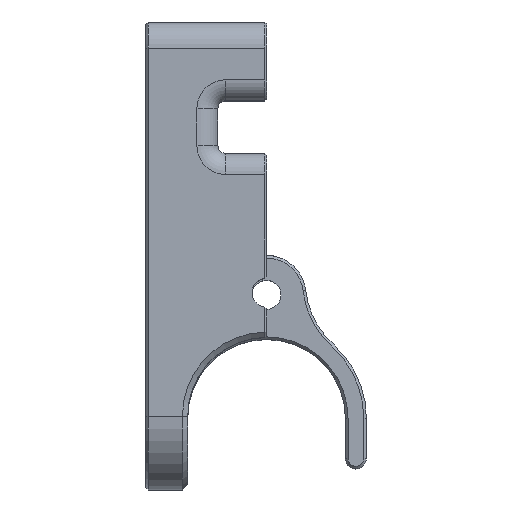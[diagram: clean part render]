
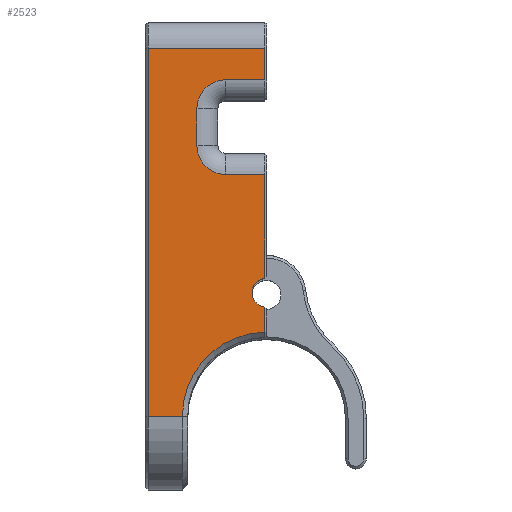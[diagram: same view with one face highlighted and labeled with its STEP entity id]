
A CAD part, top view. The second image highlights one B-rep face of the part: STEP entity #2523.
In plain terms, the highlighted planar face has unit normal (0, 0, 1).
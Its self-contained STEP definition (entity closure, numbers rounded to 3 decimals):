
#72=CIRCLE('',#2673,2.75);
#91=CIRCLE('',#2718,5.5);
#92=CIRCLE('',#2719,5.5);
#93=CIRCLE('',#2720,16.);
#266=FACE_OUTER_BOUND('',#429,.T.);
#429=EDGE_LOOP('',(#1837,#1838,#1839,#1840,#1841,#1842,#1843,#1844,#1845,
#1846,#1847,#1848,#1849));
#579=LINE('',#3706,#795);
#619=LINE('',#4097,#835);
#628=LINE('',#4164,#844);
#629=LINE('',#4168,#845);
#630=LINE('',#4172,#846);
#631=LINE('',#4174,#847);
#632=LINE('',#4176,#848);
#633=LINE('',#4178,#849);
#634=LINE('',#4180,#850);
#795=VECTOR('',#2948,10.);
#835=VECTOR('',#3064,10.);
#844=VECTOR('',#3095,10.);
#845=VECTOR('',#3098,10.);
#846=VECTOR('',#3101,10.);
#847=VECTOR('',#3102,10.);
#848=VECTOR('',#3103,10.);
#849=VECTOR('',#3104,10.);
#850=VECTOR('',#3105,10.);
#1057=VERTEX_POINT('',#3703);
#1058=VERTEX_POINT('',#3705);
#1062=VERTEX_POINT('',#3776);
#1123=VERTEX_POINT('',#4095);
#1133=VERTEX_POINT('',#4163);
#1134=VERTEX_POINT('',#4165);
#1135=VERTEX_POINT('',#4167);
#1136=VERTEX_POINT('',#4169);
#1137=VERTEX_POINT('',#4171);
#1138=VERTEX_POINT('',#4173);
#1139=VERTEX_POINT('',#4175);
#1140=VERTEX_POINT('',#4177);
#1141=VERTEX_POINT('',#4179);
#1292=EDGE_CURVE('',#1057,#1058,#579,.T.);
#1302=EDGE_CURVE('',#1057,#1062,#72,.T.);
#1381=EDGE_CURVE('',#1123,#1062,#619,.T.);
#1400=EDGE_CURVE('',#1133,#1123,#628,.T.);
#1401=EDGE_CURVE('',#1134,#1133,#91,.T.);
#1402=EDGE_CURVE('',#1135,#1134,#629,.T.);
#1403=EDGE_CURVE('',#1136,#1135,#92,.T.);
#1404=EDGE_CURVE('',#1137,#1136,#630,.T.);
#1405=EDGE_CURVE('',#1138,#1137,#631,.T.);
#1406=EDGE_CURVE('',#1139,#1138,#632,.T.);
#1407=EDGE_CURVE('',#1140,#1139,#633,.T.);
#1408=EDGE_CURVE('',#1141,#1140,#634,.T.);
#1409=EDGE_CURVE('',#1058,#1141,#93,.T.);
#1837=ORIENTED_EDGE('',*,*,#1292,.F.);
#1838=ORIENTED_EDGE('',*,*,#1302,.T.);
#1839=ORIENTED_EDGE('',*,*,#1381,.F.);
#1840=ORIENTED_EDGE('',*,*,#1400,.F.);
#1841=ORIENTED_EDGE('',*,*,#1401,.F.);
#1842=ORIENTED_EDGE('',*,*,#1402,.F.);
#1843=ORIENTED_EDGE('',*,*,#1403,.F.);
#1844=ORIENTED_EDGE('',*,*,#1404,.F.);
#1845=ORIENTED_EDGE('',*,*,#1405,.F.);
#1846=ORIENTED_EDGE('',*,*,#1406,.F.);
#1847=ORIENTED_EDGE('',*,*,#1407,.F.);
#1848=ORIENTED_EDGE('',*,*,#1408,.F.);
#1849=ORIENTED_EDGE('',*,*,#1409,.F.);
#2429=PLANE('',#2717);
#2523=ADVANCED_FACE('',(#266),#2429,.T.);
#2673=AXIS2_PLACEMENT_3D('',#3778,#2958,#2959);
#2717=AXIS2_PLACEMENT_3D('',#4162,#3093,#3094);
#2718=AXIS2_PLACEMENT_3D('',#4166,#3096,#3097);
#2719=AXIS2_PLACEMENT_3D('',#4170,#3099,#3100);
#2720=AXIS2_PLACEMENT_3D('',#4181,#3106,#3107);
#2948=DIRECTION('',(0.,-1.,0.));
#2958=DIRECTION('center_axis',(0.,0.,-1.));
#2959=DIRECTION('ref_axis',(-1.,0.,0.));
#3064=DIRECTION('',(0.,-1.,0.));
#3093=DIRECTION('center_axis',(0.,0.,1.));
#3094=DIRECTION('ref_axis',(1.,0.,0.));
#3095=DIRECTION('',(1.,0.,0.));
#3096=DIRECTION('center_axis',(0.,0.,1.));
#3097=DIRECTION('ref_axis',(-0.707,-0.707,0.));
#3098=DIRECTION('',(0.,-1.,0.));
#3099=DIRECTION('center_axis',(0.,0.,1.));
#3100=DIRECTION('ref_axis',(-0.707,0.707,0.));
#3101=DIRECTION('',(-1.,0.,0.));
#3102=DIRECTION('',(0.,-1.,0.));
#3103=DIRECTION('',(1.,0.,0.));
#3104=DIRECTION('',(0.,1.,0.));
#3105=DIRECTION('',(-1.,0.,0.));
#3106=DIRECTION('center_axis',(0.,0.,1.));
#3107=DIRECTION('ref_axis',(0.707,0.707,0.));
#3703=CARTESIAN_POINT('',(22.7,5.766,28.));
#3705=CARTESIAN_POINT('',(22.7,0.997,28.));
#3706=CARTESIAN_POINT('',(22.7,-22.466,28.));
#3776=CARTESIAN_POINT('',(22.7,11.234,28.));
#3778=CARTESIAN_POINT('Origin',(23.,8.5,28.));
#4095=CARTESIAN_POINT('',(22.7,31.,28.));
#4097=CARTESIAN_POINT('',(22.7,-22.466,28.));
#4162=CARTESIAN_POINT('Origin',(0.,0.,28.));
#4163=CARTESIAN_POINT('',(15.25,31.,28.));
#4164=CARTESIAN_POINT('',(11.5,31.,28.));
#4165=CARTESIAN_POINT('',(9.75,36.5,28.));
#4166=CARTESIAN_POINT('Origin',(15.25,36.5,28.));
#4167=CARTESIAN_POINT('',(9.75,43.5,28.));
#4168=CARTESIAN_POINT('',(9.75,22.5,28.));
#4169=CARTESIAN_POINT('',(15.25,49.,28.));
#4170=CARTESIAN_POINT('Origin',(15.25,43.5,28.));
#4171=CARTESIAN_POINT('',(22.7,49.,28.));
#4172=CARTESIAN_POINT('',(11.5,49.,28.));
#4173=CARTESIAN_POINT('',(22.7,55.,28.));
#4174=CARTESIAN_POINT('',(22.7,-22.466,28.));
#4175=CARTESIAN_POINT('',(0.5,55.,28.));
#4176=CARTESIAN_POINT('',(11.5,55.,28.));
#4177=CARTESIAN_POINT('',(0.5,-15.,28.));
#4178=CARTESIAN_POINT('',(0.5,0.,28.));
#4179=CARTESIAN_POINT('',(7.,-15.,28.));
#4180=CARTESIAN_POINT('',(0.,-15.,28.));
#4181=CARTESIAN_POINT('Origin',(23.,-15.,28.));
